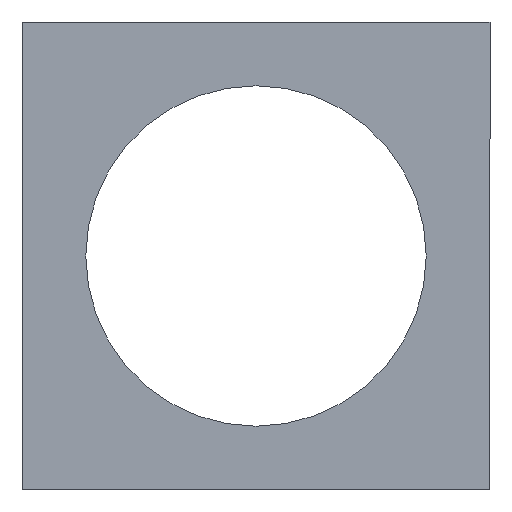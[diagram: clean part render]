
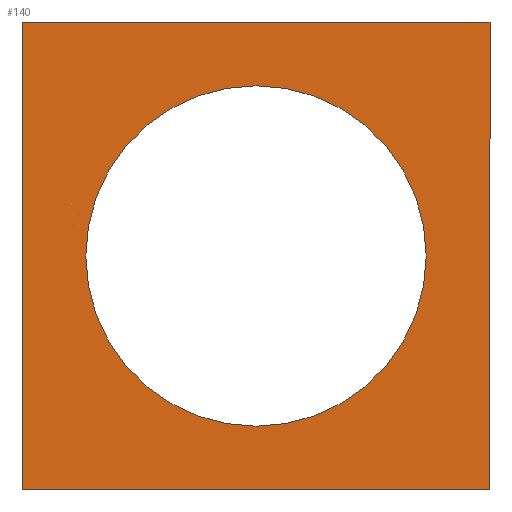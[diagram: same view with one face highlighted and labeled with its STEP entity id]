
A CAD part, front view. The second image highlights one B-rep face of the part: STEP entity #140.
In plain terms, the highlighted planar face has unit normal (0, -1, 0).
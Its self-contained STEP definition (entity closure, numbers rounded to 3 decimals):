
#5 = EDGE_CURVE ( 'NONE', #407, #185, #62, .T. ) ;
#29 = CARTESIAN_POINT ( 'NONE',  ( 0., 0., 0. ) ) ;
#40 = VECTOR ( 'NONE', #417, 1000. ) ;
#47 = VERTEX_POINT ( 'NONE', #296 ) ;
#53 = DIRECTION ( 'NONE',  ( 0., 0., -1. ) ) ;
#62 = CIRCLE ( 'NONE', #332, 12. ) ;
#66 = VERTEX_POINT ( 'NONE', #308 ) ;
#73 = ORIENTED_EDGE ( 'NONE', *, *, #114, .F. ) ;
#77 = LINE ( 'NONE', #233, #287 ) ;
#89 = CARTESIAN_POINT ( 'NONE',  ( 0., 0., 12. ) ) ;
#97 = ORIENTED_EDGE ( 'NONE', *, *, #5, .T. ) ;
#114 = EDGE_CURVE ( 'NONE', #344, #47, #286, .T. ) ;
#123 = CARTESIAN_POINT ( 'NONE',  ( 0., 0., 0. ) ) ;
#129 = ORIENTED_EDGE ( 'NONE', *, *, #148, .F. ) ;
#136 = CARTESIAN_POINT ( 'NONE',  ( -16.5, 0., 16.5 ) ) ;
#140 = ADVANCED_FACE ( 'NONE', ( #284, #421 ), #378, .F. ) ;
#148 = EDGE_CURVE ( 'NONE', #152, #66, #410, .T. ) ;
#152 = VERTEX_POINT ( 'NONE', #206 ) ;
#158 = CARTESIAN_POINT ( 'NONE',  ( -16.5, 0., -16.5 ) ) ;
#163 = ORIENTED_EDGE ( 'NONE', *, *, #225, .T. ) ;
#177 = EDGE_CURVE ( 'NONE', #66, #344, #77, .T. ) ;
#179 = AXIS2_PLACEMENT_3D ( 'NONE', #123, #197, #345 ) ;
#184 = CARTESIAN_POINT ( 'NONE',  ( 16.5, 0., -16.5 ) ) ;
#185 = VERTEX_POINT ( 'NONE', #347 ) ;
#190 = DIRECTION ( 'NONE',  ( 0., 1., 0. ) ) ;
#197 = DIRECTION ( 'NONE',  ( 0., 1., 0. ) ) ;
#206 = CARTESIAN_POINT ( 'NONE',  ( 16.5, 0., -16.5 ) ) ;
#212 = DIRECTION ( 'NONE',  ( 1., 0., 0. ) ) ;
#213 = ORIENTED_EDGE ( 'NONE', *, *, #397, .F. ) ;
#222 = DIRECTION ( 'NONE',  ( 0., 0., 1. ) ) ;
#223 = VECTOR ( 'NONE', #212, 1000. ) ;
#225 = EDGE_CURVE ( 'NONE', #185, #407, #411, .T. ) ;
#233 = CARTESIAN_POINT ( 'NONE',  ( -16.5, 0., -16.5 ) ) ;
#284 = FACE_BOUND ( 'NONE', #354, .T. ) ;
#286 = LINE ( 'NONE', #136, #223 ) ;
#287 = VECTOR ( 'NONE', #422, 1000. ) ;
#296 = CARTESIAN_POINT ( 'NONE',  ( 16.5, 0., 16.5 ) ) ;
#306 = DIRECTION ( 'NONE',  ( 0., 0., 1. ) ) ;
#308 = CARTESIAN_POINT ( 'NONE',  ( -16.5, 0., -16.5 ) ) ;
#312 = CARTESIAN_POINT ( 'NONE',  ( -16.5, 0., 16.5 ) ) ;
#332 = AXIS2_PLACEMENT_3D ( 'NONE', #398, #190, #222 ) ;
#333 = AXIS2_PLACEMENT_3D ( 'NONE', #29, #379, #306 ) ;
#344 = VERTEX_POINT ( 'NONE', #312 ) ;
#345 = DIRECTION ( 'NONE',  ( 0., 0., 1. ) ) ;
#347 = CARTESIAN_POINT ( 'NONE',  ( 0., 0., -12. ) ) ;
#354 = EDGE_LOOP ( 'NONE', ( #97, #163 ) ) ;
#360 = LINE ( 'NONE', #184, #441 ) ;
#368 = ORIENTED_EDGE ( 'NONE', *, *, #177, .F. ) ;
#378 = PLANE ( 'NONE',  #179 ) ;
#379 = DIRECTION ( 'NONE',  ( 0., 1., 0. ) ) ;
#397 = EDGE_CURVE ( 'NONE', #47, #152, #360, .T. ) ;
#398 = CARTESIAN_POINT ( 'NONE',  ( 0., 0., 0. ) ) ;
#407 = VERTEX_POINT ( 'NONE', #89 ) ;
#410 = LINE ( 'NONE', #158, #40 ) ;
#411 = CIRCLE ( 'NONE', #333, 12. ) ;
#417 = DIRECTION ( 'NONE',  ( -1., 0., 0. ) ) ;
#418 = EDGE_LOOP ( 'NONE', ( #213, #73, #368, #129 ) ) ;
#421 = FACE_OUTER_BOUND ( 'NONE', #418, .T. ) ;
#422 = DIRECTION ( 'NONE',  ( 0., 0., 1. ) ) ;
#441 = VECTOR ( 'NONE', #53, 1000. ) ;
